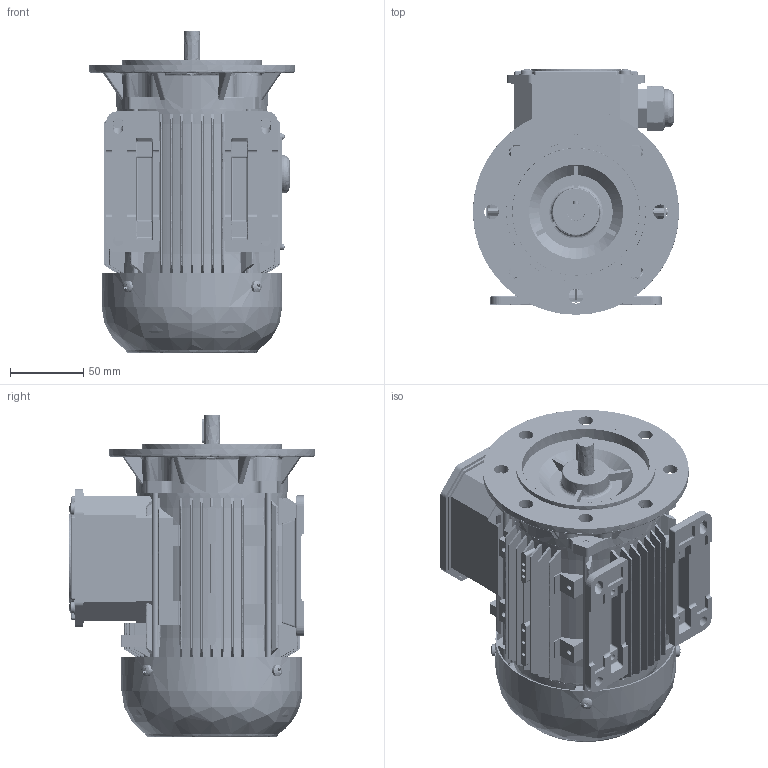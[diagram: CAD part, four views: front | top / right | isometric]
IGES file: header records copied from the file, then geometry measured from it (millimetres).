
Global section: file name: QS63_PA_.igs; native system: NX V7.5; preprocessor: SIEMENS PLM Software NX 7.5; date: 20150216.172109; units: millimetre
Bounding box: 140.2 x 167.2 x 219.53 mm (x, y, z)
Surface area: 396115.8 mm2 (no closed solid volume)
Topology: 0 solids, 0 shells, 2954 faces, 19922 edges, 19832 vertices
Faces by surface type: bspline 2954
